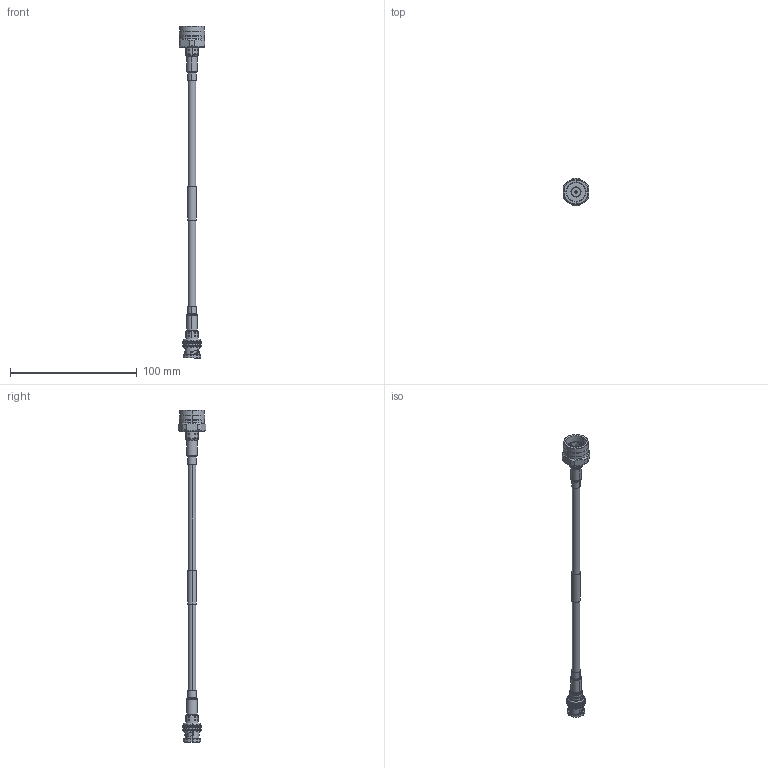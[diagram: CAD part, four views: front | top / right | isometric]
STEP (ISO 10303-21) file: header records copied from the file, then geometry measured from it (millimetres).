
FILE_DESCRIPTION (( 'STEP AP214' ), '1' );
FILE_NAME ('FMC00931_3D.STEP', '2022-09-07T14:45:49', ( '' ), ( '' ), 'SwSTEP 2.0', 'SolidWorks 2021', '' );
FILE_SCHEMA (( 'AUTOMOTIVE_DESIGN' ));
Length unit declared in the file: inch
Products named in the file (14): TC-240-NMH-X_body; TC-240-BM-X; TC-240-NMH-X_ferrule; TC-240-BM-X_insulator; TC-240-NMH-X; LMR-240-DB; Copy of HeatShrink-240-1^FMC00931; TC-240-BM-X_body_with flange; FMC00931_3D; TC-240-BM-X_ferrule; TC-240-BM-X_c-contact; Copy (2) of HeatShrink-240-1^FMC00931; Copy of Label-240^FMC00931; TC-240-NMH-X_c-contact
Assembly tree (13 placements, depth 3):
  FMC00931_3D
    LMR-240-DB
    TC-240-BM-X
      TC-240-BM-X_body_with flange
      TC-240-BM-X_c-contact
      TC-240-BM-X_insulator
      TC-240-BM-X_ferrule
    Copy of HeatShrink-240-1^FMC00931
    Copy of Label-240^FMC00931
    TC-240-NMH-X
      TC-240-NMH-X_body
      TC-240-NMH-X_c-contact
      TC-240-NMH-X_ferrule
    Copy (2) of HeatShrink-240-1^FMC00931
Bounding box: 20.54 x 21.98 x 262.45 mm (x, y, z)
Volume: 16062.1 mm3; surface area: 13502 mm2
Topology: 11 solids, 12 shells, 619 faces, 1544 edges, 964 vertices
Faces by surface type: cylinder 250, plane 225, cone 112, torus 22, bspline 8, sphere 2
Entity records: 21188 total; most frequent: CARTESIAN_POINT 6125, ORIENTED_EDGE 3068, DIRECTION 2660, EDGE_CURVE 1534, AXIS2_PLACEMENT_3D 1047, VERTEX_POINT 964, EDGE_LOOP 656, ADVANCED_FACE 619
